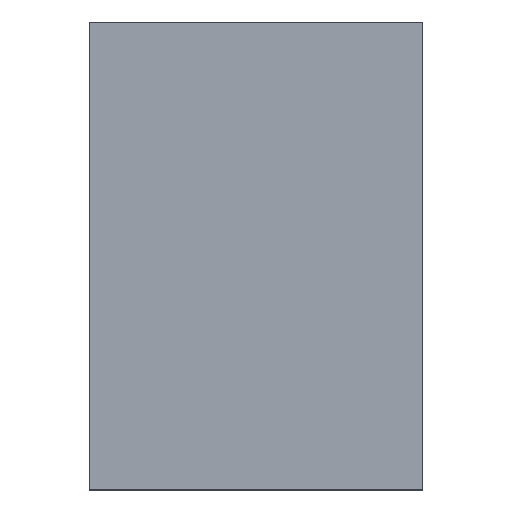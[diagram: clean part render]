
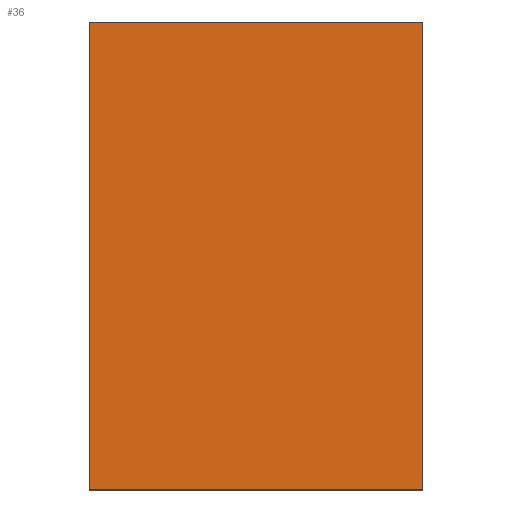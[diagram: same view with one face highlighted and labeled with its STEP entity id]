
A CAD part, top view. The second image highlights one B-rep face of the part: STEP entity #36.
In plain terms, the highlighted planar face has unit normal (0, 0, 1).
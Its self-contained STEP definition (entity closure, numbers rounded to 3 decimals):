
#3 = EDGE_LOOP ( 'NONE', ( #57, #129, #38, #220 ) ) ;
#15 = CARTESIAN_POINT ( 'NONE',  ( 0., 0., 1.5 ) ) ;
#18 = EDGE_CURVE ( 'NONE', #115, #193, #61, .T. ) ;
#19 = CARTESIAN_POINT ( 'NONE',  ( -63.5, -89., 1.5 ) ) ;
#30 = EDGE_CURVE ( 'NONE', #222, #115, #195, .T. ) ;
#36 = ADVANCED_FACE ( 'NONE', ( #107 ), #121, .T. ) ;
#38 = ORIENTED_EDGE ( 'NONE', *, *, #30, .T. ) ;
#48 = CARTESIAN_POINT ( 'NONE',  ( -63.5, 89., 1.5 ) ) ;
#50 = DIRECTION ( 'NONE',  ( 1., 0., 0. ) ) ;
#57 = ORIENTED_EDGE ( 'NONE', *, *, #63, .T. ) ;
#61 = LINE ( 'NONE', #19, #162 ) ;
#63 = EDGE_CURVE ( 'NONE', #193, #100, #74, .T. ) ;
#74 = LINE ( 'NONE', #108, #173 ) ;
#100 = VERTEX_POINT ( 'NONE', #156 ) ;
#104 = CARTESIAN_POINT ( 'NONE',  ( 63.5, -89., 1.5 ) ) ;
#105 = CARTESIAN_POINT ( 'NONE',  ( -63.5, 89., 1.5 ) ) ;
#107 = FACE_OUTER_BOUND ( 'NONE', #3, .T. ) ;
#108 = CARTESIAN_POINT ( 'NONE',  ( 63.5, 89., 1.5 ) ) ;
#115 = VERTEX_POINT ( 'NONE', #168 ) ;
#121 = PLANE ( 'NONE',  #176 ) ;
#123 = DIRECTION ( 'NONE',  ( 0., 0., 1. ) ) ;
#124 = DIRECTION ( 'NONE',  ( 1., 0., 0. ) ) ;
#125 = CARTESIAN_POINT ( 'NONE',  ( -63.5, 89., 1.5 ) ) ;
#129 = ORIENTED_EDGE ( 'NONE', *, *, #212, .T. ) ;
#130 = VECTOR ( 'NONE', #186, 1000. ) ;
#156 = CARTESIAN_POINT ( 'NONE',  ( 63.5, 89., 1.5 ) ) ;
#162 = VECTOR ( 'NONE', #50, 1000. ) ;
#168 = CARTESIAN_POINT ( 'NONE',  ( -63.5, -89., 1.5 ) ) ;
#173 = VECTOR ( 'NONE', #227, 1000. ) ;
#176 = AXIS2_PLACEMENT_3D ( 'NONE', #15, #123, #124 ) ;
#186 = DIRECTION ( 'NONE',  ( 0., -1., 0. ) ) ;
#187 = DIRECTION ( 'NONE',  ( -1., 0., 0. ) ) ;
#193 = VERTEX_POINT ( 'NONE', #104 ) ;
#195 = LINE ( 'NONE', #125, #130 ) ;
#197 = LINE ( 'NONE', #105, #207 ) ;
#207 = VECTOR ( 'NONE', #187, 1000. ) ;
#212 = EDGE_CURVE ( 'NONE', #100, #222, #197, .T. ) ;
#220 = ORIENTED_EDGE ( 'NONE', *, *, #18, .T. ) ;
#222 = VERTEX_POINT ( 'NONE', #48 ) ;
#227 = DIRECTION ( 'NONE',  ( 0., 1., 0. ) ) ;
